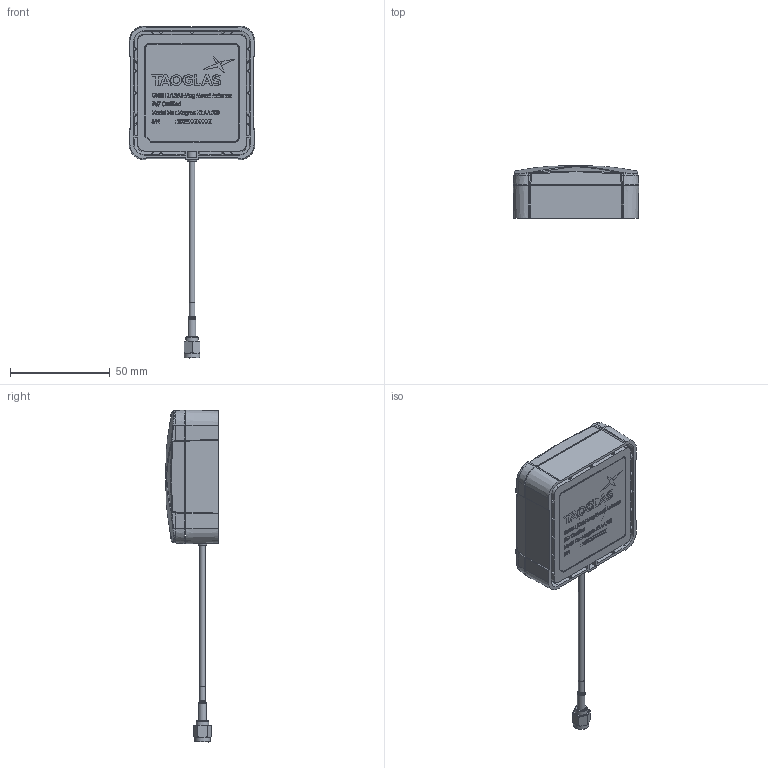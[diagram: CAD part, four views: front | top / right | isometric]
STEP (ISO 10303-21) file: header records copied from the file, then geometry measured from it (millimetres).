
FILE_DESCRIPTION (( 'STEP AP214' ), '1' );
FILE_NAME ('AA.200.STEP', '2021-11-09T12:35:55', ( '' ), ( '' ), 'SwSTEP 2.0', 'SolidWorks 2018', '' );
FILE_SCHEMA (( 'AUTOMOTIVE_DESIGN' ));
Length unit declared in the file: millimetre
Products named in the file (1): AA.200
Bounding box: 63.19 x 26.5 x 166.8 mm (x, y, z)
Surface area: 24289.6 mm2 (no closed solid volume)
Topology: 0 solids, 91 shells, 440 faces, 2910 edges, 2556 vertices
Faces by surface type: plane 314, bspline 63, cylinder 29, cone 25, torus 9
Full cylindrical faces by diameter (mm): 0.92 x1, 2.9 x1, 3 x1, 4 x1, 4.8 x1, 5 x1, 6.35 x1, 6.4 x1, 7.8 x1
Entity records: 38422 total; most frequent: CARTESIAN_POINT 16062, ORIENTED_EDGE 3556, EDGE_CURVE 2881, VERTEX_POINT 2548, DIRECTION 2009, B_SPLINE_CURVE_WITH_KNOTS 1735, VECTOR 987, LINE 987
